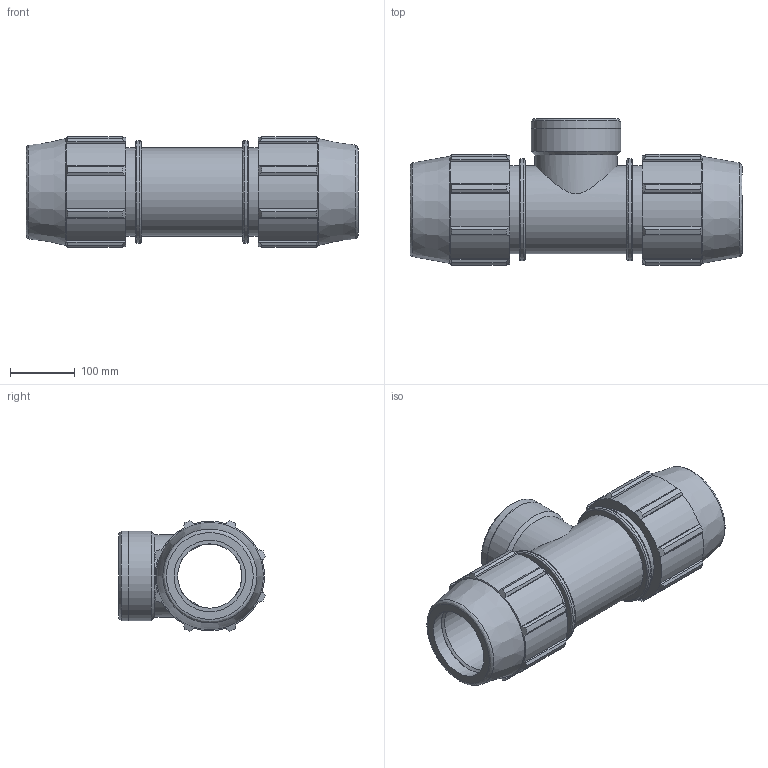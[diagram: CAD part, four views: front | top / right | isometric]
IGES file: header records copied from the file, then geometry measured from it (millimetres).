
Global section: file name: 0714061100400A.ipt; native system: Autodesk Inventor 2015; preprocessor: unknown; author: KIM; date: 20180325.201224; units: millimetre
Bounding box: 511 x 225.15 x 170.31 mm (x, y, z)
Volume: 5138953 mm3; surface area: 542193.8 mm2
Topology: 1 solids, 1 shells, 157 faces, 443 edges, 299 vertices
Faces by surface type: plane 79, cylinder 40, cone 23, revolution 15
Full cylindrical faces by diameter (mm): 126.583 x1, 135.75 x3, 137.59 x2, 157.47 x2
